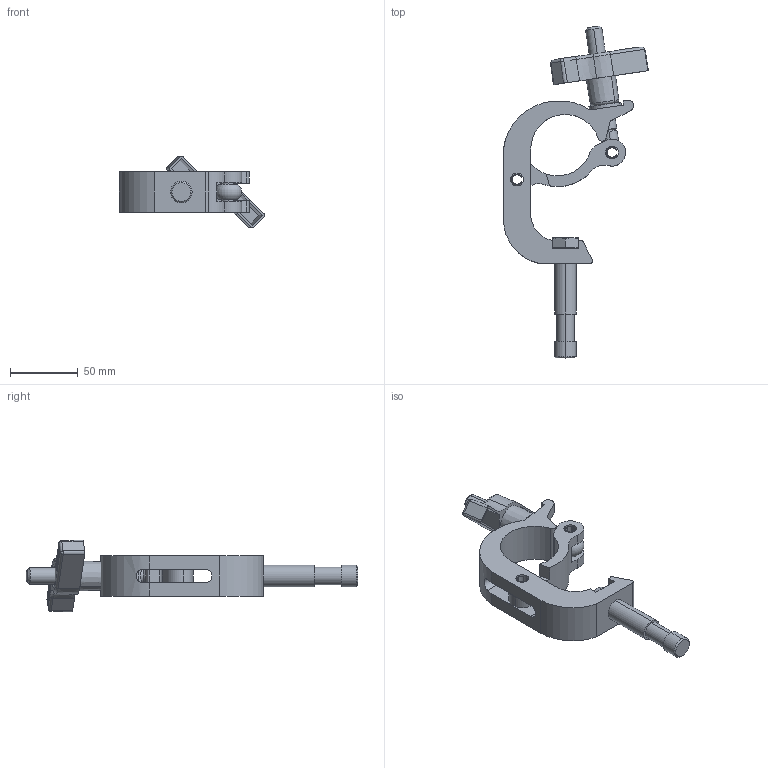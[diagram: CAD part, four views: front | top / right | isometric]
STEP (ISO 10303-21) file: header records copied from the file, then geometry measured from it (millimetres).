
FILE_DESCRIPTION (( 'STEP AP203' ), '1' );
FILE_NAME ('T58866.STEP', '2018-08-13T12:38:12', ( '' ), ( '' ), 'SwSTEP 2.0', 'SolidWorks 2016', '' );
FILE_SCHEMA (( 'CONFIG_CONTROL_DESIGN' ));
Length unit declared in the file: millimetre
Products named in the file (13): F791; A Washer_Bright washer BS 4320 - M12 (Form A); TH013_NO STAMPING; S0123; TH2023_30MM WIDE; T58860; T78052; T58866; TH2024_30MM WIDE; Hex Bolt_ISO 4016 - M12 x 25 x 25-WS; TH1304_TH1304; TH733; T73392
Assembly tree (13 placements, depth 4):
  T58866
    T58860
      TH013_NO STAMPING
        TH2023_30MM WIDE
      TH1304_TH1304
        TH2024_30MM WIDE
      F791  x2
      T78052
        TH733
        A Washer_Bright washer BS 4320 - M12 (Form A)
        S0123
    T73392
    Hex Bolt_ISO 4016 - M12 x 25 x 25-WS
Bounding box: 107.26 x 245.52 x 52.78 mm (x, y, z)
Volume: 156234.4 mm3; surface area: 58027.2 mm2
Topology: 9 solids, 9 shells, 554 faces, 1434 edges, 921 vertices
Faces by surface type: plane 207, cylinder 159, cone 104, bspline 74, torus 10
Entity records: 22945 total; most frequent: CARTESIAN_POINT 8497, ORIENTED_EDGE 2780, DIRECTION 2644, EDGE_CURVE 1390, AXIS2_PLACEMENT_3D 944, VERTEX_POINT 897, LINE 756, VECTOR 756
